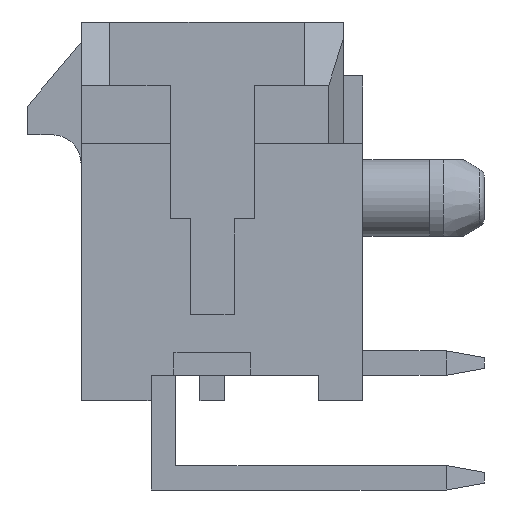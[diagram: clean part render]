
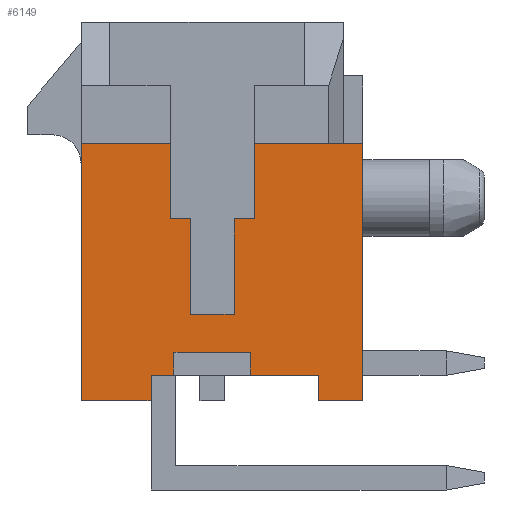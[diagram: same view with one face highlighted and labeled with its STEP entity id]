
A CAD part, left-side view. The second image highlights one B-rep face of the part: STEP entity #6149.
In plain terms, the highlighted planar face has unit normal (-1, 0, 0).
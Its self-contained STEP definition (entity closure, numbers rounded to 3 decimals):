
#116=FACE_OUTER_BOUND('',#452,.T.);
#452=EDGE_LOOP('',(#4141,#4142,#4143,#4144,#4145,#4146,#4147,#4148,#4149,
#4150,#4151,#4152,#4153,#4154,#4155,#4156,#4157,#4158,#4159,#4160));
#785=LINE('',#8428,#1620);
#789=LINE('',#8436,#1624);
#852=LINE('',#8565,#1687);
#854=LINE('',#8569,#1689);
#859=LINE('',#8578,#1694);
#879=LINE('',#8620,#1714);
#963=LINE('',#8788,#1798);
#973=LINE('',#8808,#1808);
#986=LINE('',#8832,#1821);
#987=LINE('',#8835,#1822);
#988=LINE('',#8836,#1823);
#989=LINE('',#8837,#1824);
#990=LINE('',#8839,#1825);
#991=LINE('',#8840,#1826);
#992=LINE('',#8842,#1827);
#993=LINE('',#8844,#1828);
#994=LINE('',#8845,#1829);
#995=LINE('',#8847,#1830);
#996=LINE('',#8849,#1831);
#997=LINE('',#8850,#1832);
#1620=VECTOR('',#6860,1.78);
#1624=VECTOR('',#6864,0.6);
#1687=VECTOR('',#6937,1.98);
#1689=VECTOR('',#6941,2.84);
#1694=VECTOR('',#6948,2.33);
#1714=VECTOR('',#6980,6.74);
#1798=VECTOR('',#7108,1.15);
#1808=VECTOR('',#7128,2.5);
#1821=VECTOR('',#7145,2.5);
#1822=VECTOR('',#7148,0.67);
#1823=VECTOR('',#7149,1.16);
#1824=VECTOR('',#7150,0.525);
#1825=VECTOR('',#7151,0.525);
#1826=VECTOR('',#7152,1.98);
#1827=VECTOR('',#7153,6.74);
#1828=VECTOR('',#7154,1.83);
#1829=VECTOR('',#7155,0.67);
#1830=VECTOR('',#7156,0.6);
#1831=VECTOR('',#7157,2.);
#1832=VECTOR('',#7158,0.6);
#2451=VERTEX_POINT('',#8424);
#2453=VERTEX_POINT('',#8427);
#2456=VERTEX_POINT('',#8433);
#2457=VERTEX_POINT('',#8435);
#2517=VERTEX_POINT('',#8562);
#2518=VERTEX_POINT('',#8564);
#2519=VERTEX_POINT('',#8568);
#2521=VERTEX_POINT('',#8574);
#2522=VERTEX_POINT('',#8576);
#2538=VERTEX_POINT('',#8619);
#2599=VERTEX_POINT('',#8785);
#2600=VERTEX_POINT('',#8787);
#2605=VERTEX_POINT('',#8807);
#2614=VERTEX_POINT('',#8830);
#2615=VERTEX_POINT('',#8834);
#2616=VERTEX_POINT('',#8838);
#2617=VERTEX_POINT('',#8841);
#2618=VERTEX_POINT('',#8843);
#2619=VERTEX_POINT('',#8846);
#2620=VERTEX_POINT('',#8848);
#2998=EDGE_CURVE('',#2451,#2453,#785,.T.);
#3002=EDGE_CURVE('',#2456,#2457,#789,.T.);
#3065=EDGE_CURVE('',#2518,#2517,#852,.T.);
#3067=EDGE_CURVE('',#2518,#2519,#854,.T.);
#3072=EDGE_CURVE('',#2522,#2521,#859,.T.);
#3092=EDGE_CURVE('',#2538,#2519,#879,.T.);
#3176=EDGE_CURVE('',#2600,#2599,#963,.T.);
#3186=EDGE_CURVE('',#2605,#2600,#973,.T.);
#3199=EDGE_CURVE('',#2599,#2614,#986,.T.);
#3200=EDGE_CURVE('',#2615,#2451,#987,.T.);
#3201=EDGE_CURVE('',#2615,#2538,#988,.T.);
#3202=EDGE_CURVE('',#2517,#2605,#989,.T.);
#3203=EDGE_CURVE('',#2614,#2616,#990,.T.);
#3204=EDGE_CURVE('',#2521,#2616,#991,.T.);
#3205=EDGE_CURVE('',#2617,#2522,#992,.T.);
#3206=EDGE_CURVE('',#2617,#2618,#993,.T.);
#3207=EDGE_CURVE('',#2618,#2457,#994,.T.);
#3208=EDGE_CURVE('',#2456,#2619,#995,.T.);
#3209=EDGE_CURVE('',#2619,#2620,#996,.T.);
#3210=EDGE_CURVE('',#2620,#2453,#997,.T.);
#4141=ORIENTED_EDGE('',*,*,#2998,.F.);
#4142=ORIENTED_EDGE('',*,*,#3200,.F.);
#4143=ORIENTED_EDGE('',*,*,#3201,.T.);
#4144=ORIENTED_EDGE('',*,*,#3092,.T.);
#4145=ORIENTED_EDGE('',*,*,#3067,.F.);
#4146=ORIENTED_EDGE('',*,*,#3065,.T.);
#4147=ORIENTED_EDGE('',*,*,#3202,.T.);
#4148=ORIENTED_EDGE('',*,*,#3186,.T.);
#4149=ORIENTED_EDGE('',*,*,#3176,.T.);
#4150=ORIENTED_EDGE('',*,*,#3199,.T.);
#4151=ORIENTED_EDGE('',*,*,#3203,.T.);
#4152=ORIENTED_EDGE('',*,*,#3204,.F.);
#4153=ORIENTED_EDGE('',*,*,#3072,.F.);
#4154=ORIENTED_EDGE('',*,*,#3205,.F.);
#4155=ORIENTED_EDGE('',*,*,#3206,.T.);
#4156=ORIENTED_EDGE('',*,*,#3207,.T.);
#4157=ORIENTED_EDGE('',*,*,#3002,.F.);
#4158=ORIENTED_EDGE('',*,*,#3208,.T.);
#4159=ORIENTED_EDGE('',*,*,#3209,.T.);
#4160=ORIENTED_EDGE('',*,*,#3210,.T.);
#5596=PLANE('',#6505);
#6149=ADVANCED_FACE('',(#116),#5596,.T.);
#6505=AXIS2_PLACEMENT_3D('',#8833,#7146,#7147);
#6860=DIRECTION('',(0.,1.,0.));
#6864=DIRECTION('',(0.,1.,0.));
#6937=DIRECTION('',(0.,0.,-1.));
#6941=DIRECTION('',(0.,-1.,0.));
#6948=DIRECTION('',(0.,-1.,0.));
#6980=DIRECTION('',(0.,0.,1.));
#7108=DIRECTION('',(0.,1.,0.));
#7128=DIRECTION('',(0.,0.,-1.));
#7145=DIRECTION('',(0.,0.,1.));
#7146=DIRECTION('center_axis',(-1.,0.,0.));
#7147=DIRECTION('ref_axis',(0.,0.,1.));
#7148=DIRECTION('',(0.,0.,1.));
#7149=DIRECTION('',(0.,-1.,0.));
#7150=DIRECTION('',(0.,1.,0.));
#7151=DIRECTION('',(0.,1.,0.));
#7152=DIRECTION('',(0.,0.,-1.));
#7153=DIRECTION('',(0.,0.,1.));
#7154=DIRECTION('',(0.,-1.,0.));
#7155=DIRECTION('',(0.,0.,1.));
#7156=DIRECTION('',(0.,0.,1.));
#7157=DIRECTION('',(0.,-1.,0.));
#7158=DIRECTION('',(0.,0.,-1.));
#8424=CARTESIAN_POINT('',(-6.575,-2.78,-4.285));
#8427=CARTESIAN_POINT('',(-6.575,-1.,-4.285));
#8428=CARTESIAN_POINT('',(-6.575,-2.78,-4.285));
#8433=CARTESIAN_POINT('',(-6.575,1.,-4.285));
#8435=CARTESIAN_POINT('',(-6.575,1.6,-4.285));
#8436=CARTESIAN_POINT('',(-6.575,1.,-4.285));
#8562=CARTESIAN_POINT('',(-6.575,-1.1,-0.195));
#8564=CARTESIAN_POINT('',(-6.575,-1.1,1.785));
#8565=CARTESIAN_POINT('',(-6.575,-1.1,1.785));
#8568=CARTESIAN_POINT('',(-6.575,-3.94,1.785));
#8569=CARTESIAN_POINT('',(-6.575,-1.1,1.785));
#8574=CARTESIAN_POINT('',(-6.575,1.1,1.785));
#8576=CARTESIAN_POINT('',(-6.575,3.43,1.785));
#8578=CARTESIAN_POINT('',(-6.575,3.43,1.785));
#8619=CARTESIAN_POINT('',(-6.575,-3.94,-4.955));
#8620=CARTESIAN_POINT('',(-6.575,-3.94,-4.955));
#8785=CARTESIAN_POINT('',(-6.575,0.575,-2.695));
#8787=CARTESIAN_POINT('',(-6.575,-0.575,-2.695));
#8788=CARTESIAN_POINT('',(-6.575,-0.575,-2.695));
#8807=CARTESIAN_POINT('',(-6.575,-0.575,-0.195));
#8808=CARTESIAN_POINT('',(-6.575,-0.575,-0.195));
#8830=CARTESIAN_POINT('',(-6.575,0.575,-0.195));
#8832=CARTESIAN_POINT('',(-6.575,0.575,-2.695));
#8833=CARTESIAN_POINT('Origin',(-6.575,3.43,-4.955));
#8834=CARTESIAN_POINT('',(-6.575,-2.78,-4.955));
#8835=CARTESIAN_POINT('',(-6.575,-2.78,-4.955));
#8836=CARTESIAN_POINT('',(-6.575,-2.78,-4.955));
#8837=CARTESIAN_POINT('',(-6.575,-1.1,-0.195));
#8838=CARTESIAN_POINT('',(-6.575,1.1,-0.195));
#8839=CARTESIAN_POINT('',(-6.575,0.575,-0.195));
#8840=CARTESIAN_POINT('',(-6.575,1.1,1.785));
#8841=CARTESIAN_POINT('',(-6.575,3.43,-4.955));
#8842=CARTESIAN_POINT('',(-6.575,3.43,-4.955));
#8843=CARTESIAN_POINT('',(-6.575,1.6,-4.955));
#8844=CARTESIAN_POINT('',(-6.575,3.43,-4.955));
#8845=CARTESIAN_POINT('',(-6.575,1.6,-4.955));
#8846=CARTESIAN_POINT('',(-6.575,1.,-3.685));
#8847=CARTESIAN_POINT('',(-6.575,1.,-4.285));
#8848=CARTESIAN_POINT('',(-6.575,-1.,-3.685));
#8849=CARTESIAN_POINT('',(-6.575,1.,-3.685));
#8850=CARTESIAN_POINT('',(-6.575,-1.,-3.685));
